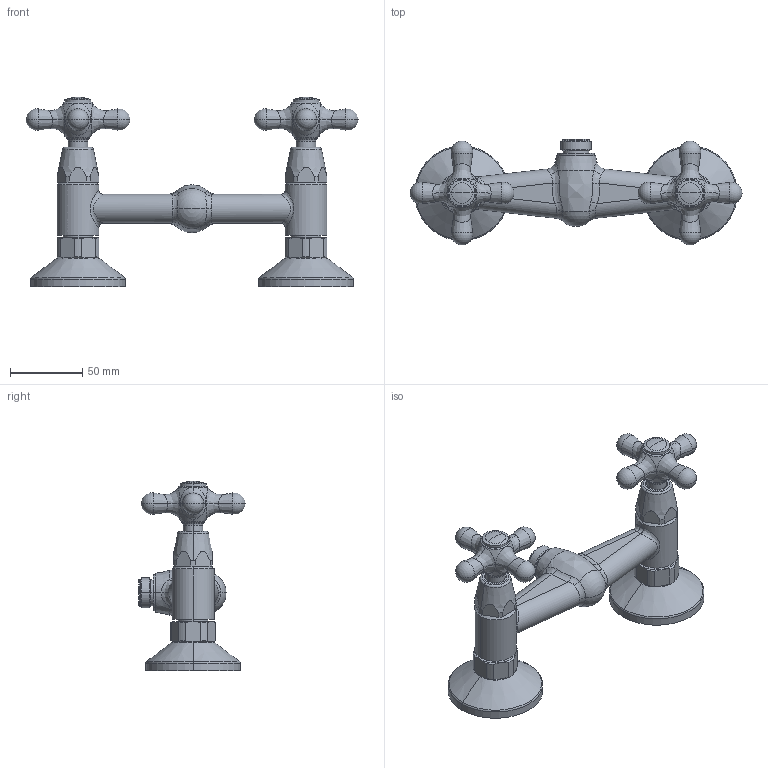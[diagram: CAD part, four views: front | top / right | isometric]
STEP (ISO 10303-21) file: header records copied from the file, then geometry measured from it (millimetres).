
FILE_DESCRIPTION((''),'2;1');
FILE_NAME('IRV168CR','2021-11-10T17:16:40',('ut3'),('PAFFONI SpA'),'CREO PARAMETRIC BY PTC INC, 2020044','CREO PARAMETRIC BY PTC INC, 2020044','');
FILE_SCHEMA(('CONFIG_CONTROL_DESIGN','SHAPE_APPEARANCE_LAYERS_GROUPS'));
Length unit declared in the file: millimetre
Products named in the file (1): IRV168CR
Bounding box: 230 x 73.5 x 131.2 mm (x, y, z)
Volume: 238667.6 mm3; surface area: 78717.1 mm2
Topology: 3 solids, 3 shells, 605 faces, 1432 edges, 844 vertices
Faces by surface type: plane 205, cone 134, cylinder 114, bspline 88, torus 44, sphere 20
Entity records: 29296 total; most frequent: CARTESIAN_POINT 11693, ORIENTED_EDGE 2816, DIRECTION 2686, EDGE_CURVE 1408, AXIS2_PLACEMENT_3D 1101, VERTEX_POINT 844, EDGE_LOOP 642, FILL_AREA_STYLE_COLOUR 634
